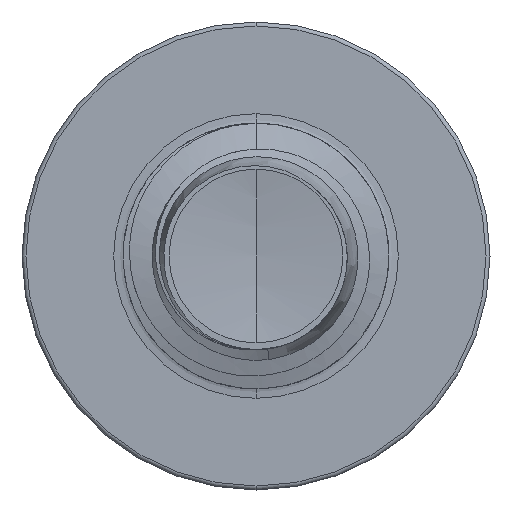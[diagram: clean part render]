
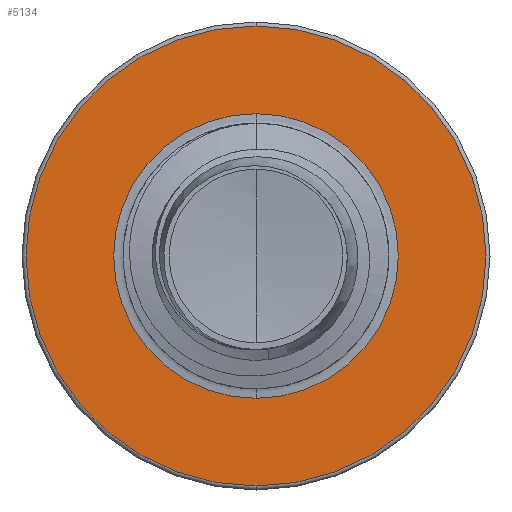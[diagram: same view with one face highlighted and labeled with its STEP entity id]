
A CAD part, front view. The second image highlights one B-rep face of the part: STEP entity #5134.
In plain terms, the highlighted planar face has unit normal (0, -1, 0).
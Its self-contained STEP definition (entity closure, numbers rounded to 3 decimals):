
#1415 = EDGE_LOOP ( 'NONE', ( #11994, #12075 ) ) ;
#1793 = EDGE_CURVE ( 'NONE', #4070, #14138, #7105, .T. ) ;
#2315 = EDGE_CURVE ( 'NONE', #13310, #9994, #14773, .T. ) ;
#4070 = VERTEX_POINT ( 'NONE', #8126 ) ;
#5026 = CARTESIAN_POINT ( 'NONE',  ( 0., 7., -2.677 ) ) ;
#5134 = ADVANCED_FACE ( 'NONE', ( #11026, #13289 ), #11619, .F. ) ;
#6579 = DIRECTION ( 'NONE',  ( 0., 1., 0. ) ) ;
#6883 = EDGE_CURVE ( 'NONE', #9994, #13310, #11195, .T. ) ;
#7105 = CIRCLE ( 'NONE', #12607, 4.325 ) ;
#7163 = CARTESIAN_POINT ( 'NONE',  ( 0., 7., 2.677 ) ) ;
#8126 = CARTESIAN_POINT ( 'NONE',  ( 0., 7., 4.325 ) ) ;
#9029 = DIRECTION ( 'NONE',  ( 0., 0., 1. ) ) ;
#9051 = DIRECTION ( 'NONE',  ( 0., 1., 0. ) ) ;
#9085 = CARTESIAN_POINT ( 'NONE',  ( 0., 7., 0. ) ) ;
#9784 = AXIS2_PLACEMENT_3D ( 'NONE', #13268, #6579, #14051 ) ;
#9994 = VERTEX_POINT ( 'NONE', #5026 ) ;
#10124 = DIRECTION ( 'NONE',  ( 0., 1., 0. ) ) ;
#11026 = FACE_OUTER_BOUND ( 'NONE', #1415, .T. ) ;
#11195 = CIRCLE ( 'NONE', #12863, 2.677 ) ;
#11270 = DIRECTION ( 'NONE',  ( 0., 0., 1. ) ) ;
#11291 = CARTESIAN_POINT ( 'NONE',  ( 0., 7., -2.677 ) ) ;
#11300 = DIRECTION ( 'NONE',  ( 0., 0., 1. ) ) ;
#11346 = DIRECTION ( 'NONE',  ( 0., 1., 0. ) ) ;
#11367 = CARTESIAN_POINT ( 'NONE',  ( 0., 7., 0. ) ) ;
#11386 = AXIS2_PLACEMENT_3D ( 'NONE', #11291, #10124, #11270 ) ;
#11619 = PLANE ( 'NONE',  #11386 ) ;
#11994 = ORIENTED_EDGE ( 'NONE', *, *, #1793, .F. ) ;
#12075 = ORIENTED_EDGE ( 'NONE', *, *, #15417, .F. ) ;
#12187 = ORIENTED_EDGE ( 'NONE', *, *, #2315, .T. ) ;
#12336 = CARTESIAN_POINT ( 'NONE',  ( 0., 7., -4.325 ) ) ;
#12427 = ORIENTED_EDGE ( 'NONE', *, *, #6883, .T. ) ;
#12607 = AXIS2_PLACEMENT_3D ( 'NONE', #11367, #11346, #11300 ) ;
#12863 = AXIS2_PLACEMENT_3D ( 'NONE', #9085, #9051, #9029 ) ;
#13268 = CARTESIAN_POINT ( 'NONE',  ( 0., 7., 0. ) ) ;
#13289 = FACE_BOUND ( 'NONE', #16175, .T. ) ;
#13310 = VERTEX_POINT ( 'NONE', #7163 ) ;
#14051 = DIRECTION ( 'NONE',  ( 0., 0., 1. ) ) ;
#14138 = VERTEX_POINT ( 'NONE', #12336 ) ;
#14773 = CIRCLE ( 'NONE', #14802, 2.677 ) ;
#14802 = AXIS2_PLACEMENT_3D ( 'NONE', #15787, #15874, #16008 ) ;
#15417 = EDGE_CURVE ( 'NONE', #14138, #4070, #15945, .T. ) ;
#15787 = CARTESIAN_POINT ( 'NONE',  ( 0., 7., 0. ) ) ;
#15874 = DIRECTION ( 'NONE',  ( 0., 1., 0. ) ) ;
#15945 = CIRCLE ( 'NONE', #9784, 4.325 ) ;
#16008 = DIRECTION ( 'NONE',  ( 0., 0., 1. ) ) ;
#16175 = EDGE_LOOP ( 'NONE', ( #12187, #12427 ) ) ;
